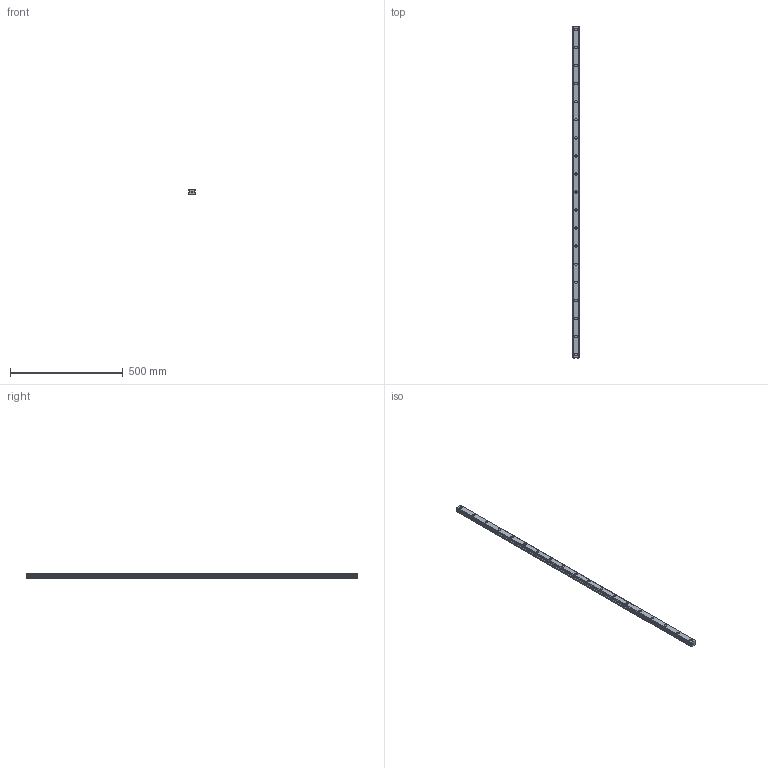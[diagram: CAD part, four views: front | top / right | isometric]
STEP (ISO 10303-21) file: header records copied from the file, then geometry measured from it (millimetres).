
FILE_DESCRIPTION(('STEP AP214'),'1');
FILE_NAME('cctmp_F239C45E-8B4C-4F56-91F7-31E64334C3C2_2021_02_10_11_16_42_0606..stp','2021-02-10T10:16:42',('HIWIN GmbH'),('CADClick - www.CADClick.com'),'Spatial InterOp 3D',' ','unknown authorization');
FILE_SCHEMA(('AUTOMOTIVE_DESIGN'));
Length unit declared in the file: millimetre
Products named in the file (1): EGR30R1470C_FILE
Bounding box: 28 x 1470 x 23 mm (x, y, z)
Volume: 821033 mm3; surface area: 166053.9 mm2
Topology: 1 solids, 1 shells, 274 faces, 633 edges, 422 vertices
Faces by surface type: plane 142, cylinder 132
Entity records: 10077 total; most frequent: DIRECTION 1447, CARTESIAN_POINT 1330, ORIENTED_EDGE 1266, EDGE_CURVE 633, AXIS2_PLACEMENT_3D 539, VERTEX_POINT 422, LINE 369, VECTOR 369
